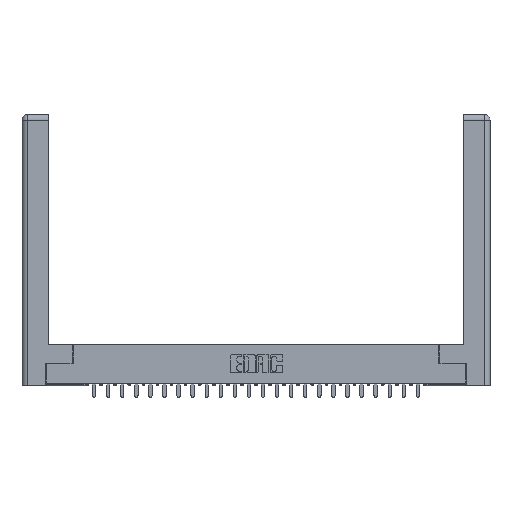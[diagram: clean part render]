
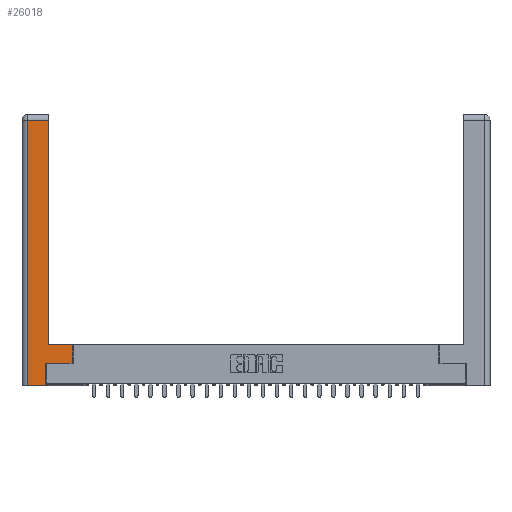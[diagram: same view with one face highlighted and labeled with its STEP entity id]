
A CAD part, top view. The second image highlights one B-rep face of the part: STEP entity #26018.
In plain terms, the highlighted planar face has unit normal (0, 0, 1).
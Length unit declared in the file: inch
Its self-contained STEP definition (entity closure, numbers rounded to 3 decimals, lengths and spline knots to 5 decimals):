
#286 = CARTESIAN_POINT ( 'NONE',  ( 0.565, 0.45, 0. ) ) ;
#840 = EDGE_LOOP ( 'NONE', ( #22507, #21212, #15504, #4571, #10313, #1725, #978, #15365 ) ) ;
#896 = CARTESIAN_POINT ( 'NONE',  ( 0.0615, 2.94, 0. ) ) ;
#978 = ORIENTED_EDGE ( 'NONE', *, *, #24317, .T. ) ;
#979 = DIRECTION ( 'NONE',  ( 0., -1., 0. ) ) ;
#1724 = VERTEX_POINT ( 'NONE', #25222 ) ;
#1725 = ORIENTED_EDGE ( 'NONE', *, *, #22356, .T. ) ;
#1812 = DIRECTION ( 'NONE',  ( 0., 0., -1. ) ) ;
#1885 = CARTESIAN_POINT ( 'NONE',  ( 0.295, 3., 0. ) ) ;
#1910 = EDGE_CURVE ( 'NONE', #1998, #8040, #19023, .T. ) ;
#1998 = VERTEX_POINT ( 'NONE', #7390 ) ;
#2069 = DIRECTION ( 'NONE',  ( -1., 0., 0. ) ) ;
#2306 = CARTESIAN_POINT ( 'NONE',  ( 0.265, 0.245, 0. ) ) ;
#2358 = PLANE ( 'NONE',  #7903 ) ;
#2466 = VECTOR ( 'NONE', #19837, 39.37008 ) ;
#3767 = VECTOR ( 'NONE', #979, 39.37008 ) ;
#4101 = DIRECTION ( 'NONE',  ( 1., 0., 0. ) ) ;
#4571 = ORIENTED_EDGE ( 'NONE', *, *, #20230, .T. ) ;
#5070 = VERTEX_POINT ( 'NONE', #8925 ) ;
#5158 = VECTOR ( 'NONE', #6377, 39.37008 ) ;
#5295 = DIRECTION ( 'NONE',  ( 0., 1., 0. ) ) ;
#6085 = LINE ( 'NONE', #14518, #15759 ) ;
#6236 = CARTESIAN_POINT ( 'NONE',  ( 0.265, 0., 0. ) ) ;
#6377 = DIRECTION ( 'NONE',  ( 0., 1., 0. ) ) ;
#7390 = CARTESIAN_POINT ( 'NONE',  ( 0.265, 0., 0. ) ) ;
#7903 = AXIS2_PLACEMENT_3D ( 'NONE', #19080, #1812, #25272 ) ;
#8040 = VERTEX_POINT ( 'NONE', #15384 ) ;
#8925 = CARTESIAN_POINT ( 'NONE',  ( 0.295, 2.94, 0. ) ) ;
#9447 = EDGE_CURVE ( 'NONE', #22358, #18707, #18376, .T. ) ;
#10186 = CARTESIAN_POINT ( 'NONE',  ( 0.565, 0.245, 0. ) ) ;
#10313 = ORIENTED_EDGE ( 'NONE', *, *, #1910, .T. ) ;
#10861 = EDGE_CURVE ( 'NONE', #1724, #13153, #6085, .T. ) ;
#12799 = LINE ( 'NONE', #1885, #19726 ) ;
#13105 = VECTOR ( 'NONE', #4101, 39.37008 ) ;
#13153 = VERTEX_POINT ( 'NONE', #22209 ) ;
#13856 = CARTESIAN_POINT ( 'NONE',  ( 0.565, 0.245, 0. ) ) ;
#14518 = CARTESIAN_POINT ( 'NONE',  ( 0.295, 0.45, 0. ) ) ;
#14607 = CARTESIAN_POINT ( 'NONE',  ( 0.0615, 2.94, 0. ) ) ;
#14673 = DIRECTION ( 'NONE',  ( 1., 0., 0. ) ) ;
#14943 = LINE ( 'NONE', #6236, #20527 ) ;
#15365 = ORIENTED_EDGE ( 'NONE', *, *, #10861, .T. ) ;
#15384 = CARTESIAN_POINT ( 'NONE',  ( 0.265, 0.245, 0. ) ) ;
#15504 = ORIENTED_EDGE ( 'NONE', *, *, #9447, .T. ) ;
#15759 = VECTOR ( 'NONE', #2069, 39.37008 ) ;
#16745 = LINE ( 'NONE', #286, #5158 ) ;
#18376 = LINE ( 'NONE', #19912, #3767 ) ;
#18707 = VERTEX_POINT ( 'NONE', #23788 ) ;
#19023 = LINE ( 'NONE', #2306, #19430 ) ;
#19080 = CARTESIAN_POINT ( 'NONE',  ( 0., 0., 0. ) ) ;
#19430 = VECTOR ( 'NONE', #5295, 39.37008 ) ;
#19726 = VECTOR ( 'NONE', #27161, 39.37008 ) ;
#19837 = DIRECTION ( 'NONE',  ( -1., 0., 0. ) ) ;
#19912 = CARTESIAN_POINT ( 'NONE',  ( 0.0615, 0., 0. ) ) ;
#20230 = EDGE_CURVE ( 'NONE', #18707, #1998, #14943, .T. ) ;
#20527 = VECTOR ( 'NONE', #14673, 39.37008 ) ;
#21212 = ORIENTED_EDGE ( 'NONE', *, *, #21434, .T. ) ;
#21216 = LINE ( 'NONE', #10186, #13105 ) ;
#21434 = EDGE_CURVE ( 'NONE', #5070, #22358, #22031, .T. ) ;
#22031 = LINE ( 'NONE', #896, #2466 ) ;
#22209 = CARTESIAN_POINT ( 'NONE',  ( 0.295, 0.45, 0. ) ) ;
#22356 = EDGE_CURVE ( 'NONE', #8040, #24607, #21216, .T. ) ;
#22358 = VERTEX_POINT ( 'NONE', #14607 ) ;
#22359 = EDGE_CURVE ( 'NONE', #13153, #5070, #12799, .T. ) ;
#22507 = ORIENTED_EDGE ( 'NONE', *, *, #22359, .T. ) ;
#23788 = CARTESIAN_POINT ( 'NONE',  ( 0.0615, 0., 0. ) ) ;
#24317 = EDGE_CURVE ( 'NONE', #24607, #1724, #16745, .T. ) ;
#24599 = FACE_OUTER_BOUND ( 'NONE', #840, .T. ) ;
#24607 = VERTEX_POINT ( 'NONE', #13856 ) ;
#25222 = CARTESIAN_POINT ( 'NONE',  ( 0.565, 0.45, 0. ) ) ;
#25272 = DIRECTION ( 'NONE',  ( -1., 0., 0. ) ) ;
#26018 = ADVANCED_FACE ( 'NONE', ( #24599 ), #2358, .F. ) ;
#27161 = DIRECTION ( 'NONE',  ( 0., 1., 0. ) ) ;
